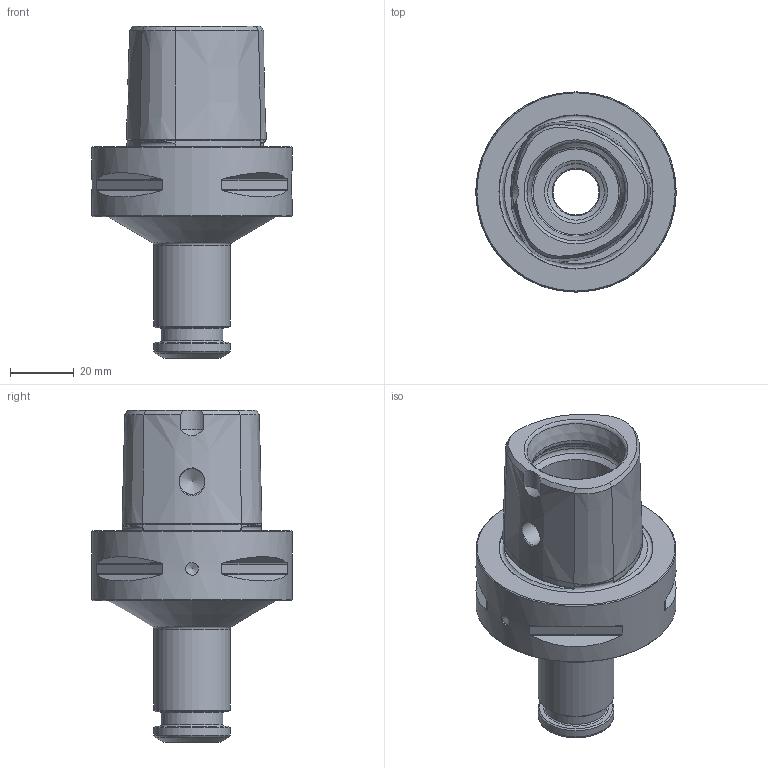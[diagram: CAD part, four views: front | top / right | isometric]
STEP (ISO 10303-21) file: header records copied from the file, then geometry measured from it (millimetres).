
FILE_DESCRIPTION(/* description */ (''),/* implementation_level */ '2;1');
FILE_NAME(/* name */ '280671530.stp',/* time_stamp */ '2021-01-12T12:38:42',/* author */ ('LRA'),/* organization */ ('REGO-FIX'),/* preprocessor_version */ ' Unknown',/* originating_system */ 'SIEMENS PLM Software Solid Edge ST10',/* authorization */ 'Unknown');
FILE_SCHEMA (('AUTOMOTIVE_DESIGN { 1 0 10303 214 2 1 1}'));
Length unit declared in the file: millimetre
Products named in the file (1): 0014081
Bounding box: 63 x 63 x 104.5 mm (x, y, z)
Volume: 113189.9 mm3; surface area: 24997 mm2
Topology: 1 solids, 1 shells, 117 faces, 285 edges, 177 vertices
Faces by surface type: cone 61, plane 23, cylinder 22, torus 11
Full cylindrical faces by diameter (mm): 4 x1, 8.1 x2, 15 x1, 17.835 x2, 19.5 x1, 24 x2, 28 x2, 32 x1, 63 x1
Entity records: 4010 total; most frequent: CARTESIAN_POINT 763, DIRECTION 500, ORIENTED_EDGE 440, EDGE_CURVE 220, AXIS2_PLACEMENT_3D 220, FACE_BOUND 173, EDGE_LOOP 170, VERTEX_POINT 157
